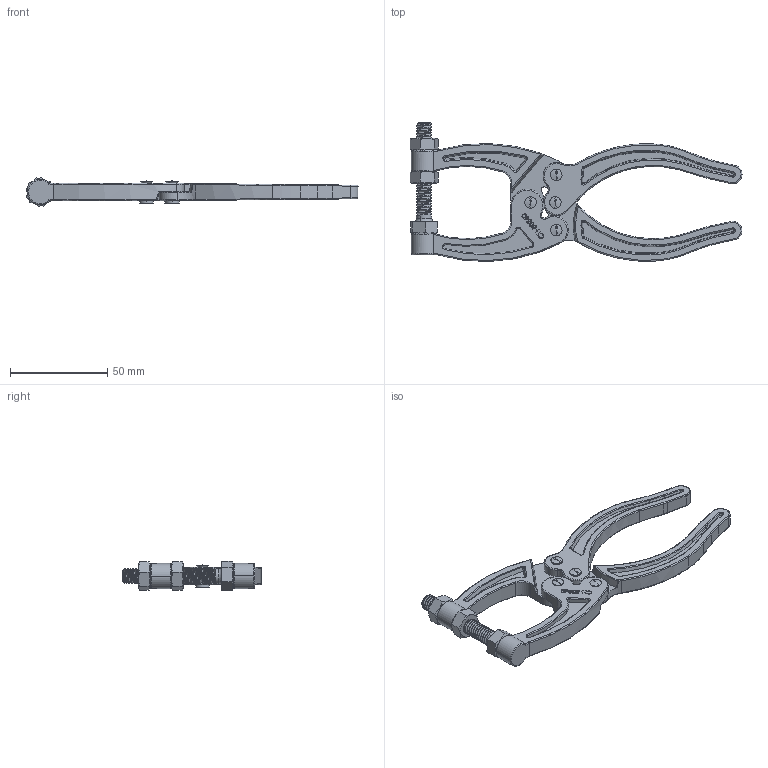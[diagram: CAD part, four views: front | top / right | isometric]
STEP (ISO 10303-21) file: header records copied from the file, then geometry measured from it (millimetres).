
FILE_DESCRIPTION (( 'STEP AP203' ), '1' );
FILE_NAME ('CH-50360.STEP', '2017-12-04T02:13:59', ( 'Windows' ), ( 'Microsoft' ), 'SwSTEP 2.0', 'SolidWorks 2015', '' );
FILE_SCHEMA (( 'CONFIG_CONTROL_DESIGN' ));
Length unit declared in the file: millimetre
Products named in the file (7): CH-50360-02 RIGNT BAR; CH-50360-01LEFT BAR; CH-50360-03 HANDLE; CH-50360-04; CH-50360; CH-SA-56200 NUT; CH-SA-56200 SPINDLE SUPPLIED
Assembly tree (11 placements, depth 2):
  CH-50360
    CH-50360-02 RIGNT BAR
    CH-50360-01LEFT BAR
    CH-50360-03 HANDLE  x2
    CH-50360-04  x4
    CH-SA-56200 NUT  x2
    CH-SA-56200 SPINDLE SUPPLIED
Bounding box: 170.53 x 71.39 x 14.93 mm (x, y, z)
Volume: 38913.4 mm3; surface area: 25024.9 mm2
Topology: 11 solids, 11 shells, 956 faces, 2447 edges, 1544 vertices
Faces by surface type: bspline 310, cylinder 247, plane 218, cone 103, torus 60, sphere 18
Entity records: 38263 total; most frequent: CARTESIAN_POINT 20753, ORIENTED_EDGE 4014, DIRECTION 2712, EDGE_CURVE 2007, VERTEX_POINT 1284, AXIS2_PLACEMENT_3D 939, LINE 834, VECTOR 834
